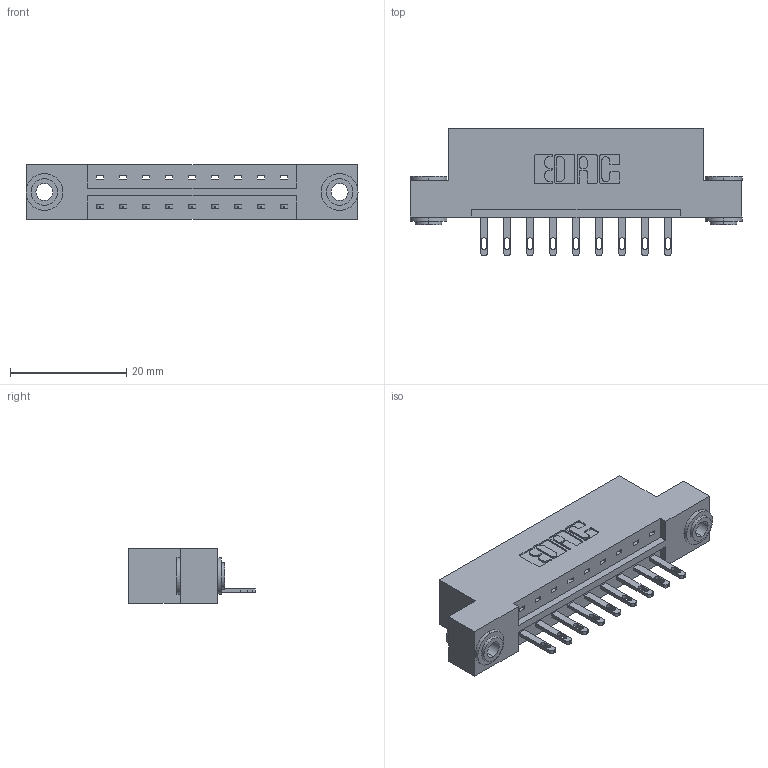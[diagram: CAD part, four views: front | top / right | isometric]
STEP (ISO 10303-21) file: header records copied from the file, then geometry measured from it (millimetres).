
FILE_DESCRIPTION (( 'STEP AP203' ), '1' );
FILE_NAME ('333-009-500-103.STEP', '2018-07-31T22:16:51', ( '' ), ( '' ), 'SwSTEP 2.0', 'SolidWorks 2016', '' );
FILE_SCHEMA (( 'CONFIG_CONTROL_DESIGN' ));
Length unit declared in the file: inch
Products named in the file (4): 333 Part_Flush - .156 Dia - TH; 345-292-001_345-293-100; 345-250-002_345-250-002-102; 333-009-500-103
Assembly tree (12 placements, depth 2):
  333-009-500-103
    333 Part_Flush - .156 Dia - TH
    345-292-001_345-293-100  x9
    345-250-002_345-250-002-102  x2
Bounding box: 57.2 x 21.85 x 9.4 mm (x, y, z)
Volume: 5497.2 mm3; surface area: 5981.3 mm2
Topology: 12 solids, 12 shells, 638 faces, 1899 edges, 1262 vertices
Faces by surface type: plane 404, cylinder 226, cone 8
Entity records: 10350 total; most frequent: CARTESIAN_POINT 1768, ORIENTED_EDGE 1706, DIRECTION 1593, EDGE_CURVE 853, VECTOR 697, LINE 697, VERTEX_POINT 566, AXIS2_PLACEMENT_3D 448
